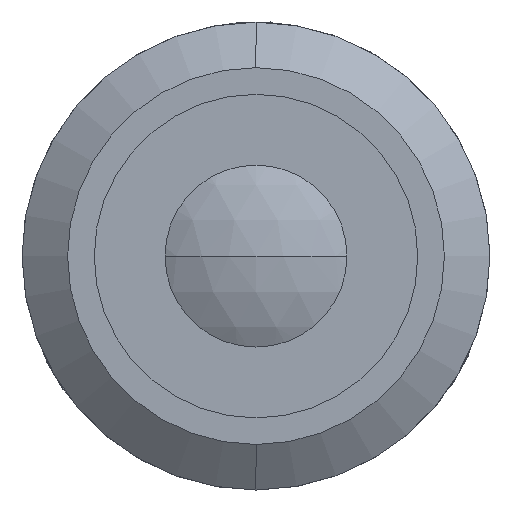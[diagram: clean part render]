
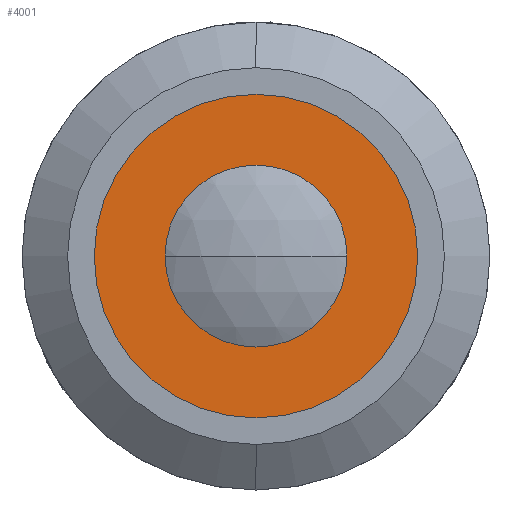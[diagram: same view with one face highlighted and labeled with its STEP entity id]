
A CAD part, left-side view. The second image highlights one B-rep face of the part: STEP entity #4001.
In plain terms, the highlighted planar face has unit normal (-1, 0, 0).
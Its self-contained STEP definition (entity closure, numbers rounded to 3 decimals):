
#5 = DIRECTION ( 'NONE',  ( 1., 0., 0. ) ) ;
#70 = CARTESIAN_POINT ( 'NONE',  ( 3.8, 0., 0. ) ) ;
#172 = EDGE_CURVE ( 'NONE', #1649, #3338, #1456, .T. ) ;
#242 = ORIENTED_EDGE ( 'NONE', *, *, #2995, .F. ) ;
#334 = CARTESIAN_POINT ( 'NONE',  ( 3.8, 0., -7. ) ) ;
#387 = CARTESIAN_POINT ( 'NONE',  ( 3.8, 0., 0. ) ) ;
#473 = CIRCLE ( 'NONE', #1065, 7. ) ;
#587 = DIRECTION ( 'NONE',  ( 0., 0., 1. ) ) ;
#674 = CIRCLE ( 'NONE', #4154, 13. ) ;
#725 = DIRECTION ( 'NONE',  ( 0., 0., -1. ) ) ;
#748 = CARTESIAN_POINT ( 'NONE',  ( 3.8, 0., 7. ) ) ;
#1065 = AXIS2_PLACEMENT_3D ( 'NONE', #387, #3629, #2993 ) ;
#1094 = DIRECTION ( 'NONE',  ( 0., 0., 1. ) ) ;
#1456 = CIRCLE ( 'NONE', #4036, 7. ) ;
#1649 = VERTEX_POINT ( 'NONE', #334 ) ;
#1695 = CIRCLE ( 'NONE', #2864, 13. ) ;
#1753 = PLANE ( 'NONE',  #2988 ) ;
#1796 = VERTEX_POINT ( 'NONE', #2263 ) ;
#2118 = FACE_BOUND ( 'NONE', #4561, .T. ) ;
#2131 = ORIENTED_EDGE ( 'NONE', *, *, #172, .F. ) ;
#2164 = VERTEX_POINT ( 'NONE', #3222 ) ;
#2227 = EDGE_CURVE ( 'NONE', #1796, #2164, #1695, .T. ) ;
#2263 = CARTESIAN_POINT ( 'NONE',  ( 3.8, 0., 13. ) ) ;
#2322 = DIRECTION ( 'NONE',  ( -1., 0., 0. ) ) ;
#2552 = DIRECTION ( 'NONE',  ( -1., 0., 0. ) ) ;
#2864 = AXIS2_PLACEMENT_3D ( 'NONE', #70, #4337, #3594 ) ;
#2871 = EDGE_LOOP ( 'NONE', ( #4194, #3842 ) ) ;
#2988 = AXIS2_PLACEMENT_3D ( 'NONE', #3386, #5, #725 ) ;
#2993 = DIRECTION ( 'NONE',  ( 0., 0., 1. ) ) ;
#2995 = EDGE_CURVE ( 'NONE', #3338, #1649, #473, .T. ) ;
#3222 = CARTESIAN_POINT ( 'NONE',  ( 3.8, 0., -13. ) ) ;
#3287 = CARTESIAN_POINT ( 'NONE',  ( 3.8, 0., 0. ) ) ;
#3338 = VERTEX_POINT ( 'NONE', #748 ) ;
#3386 = CARTESIAN_POINT ( 'NONE',  ( 3.8, 13., 0. ) ) ;
#3594 = DIRECTION ( 'NONE',  ( 0., 0., 1. ) ) ;
#3629 = DIRECTION ( 'NONE',  ( -1., 0., 0. ) ) ;
#3842 = ORIENTED_EDGE ( 'NONE', *, *, #4179, .T. ) ;
#4001 = ADVANCED_FACE ( 'NONE', ( #2118, #4244 ), #1753, .F. ) ;
#4036 = AXIS2_PLACEMENT_3D ( 'NONE', #4511, #2322, #587 ) ;
#4154 = AXIS2_PLACEMENT_3D ( 'NONE', #3287, #2552, #1094 ) ;
#4179 = EDGE_CURVE ( 'NONE', #2164, #1796, #674, .T. ) ;
#4194 = ORIENTED_EDGE ( 'NONE', *, *, #2227, .T. ) ;
#4244 = FACE_OUTER_BOUND ( 'NONE', #2871, .T. ) ;
#4337 = DIRECTION ( 'NONE',  ( -1., 0., 0. ) ) ;
#4511 = CARTESIAN_POINT ( 'NONE',  ( 3.8, 0., 0. ) ) ;
#4561 = EDGE_LOOP ( 'NONE', ( #242, #2131 ) ) ;
